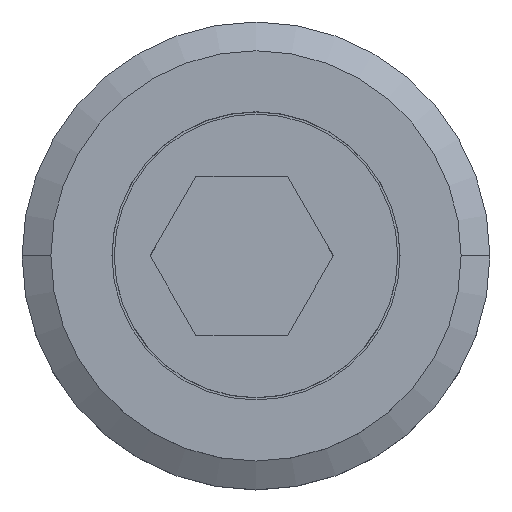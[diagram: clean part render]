
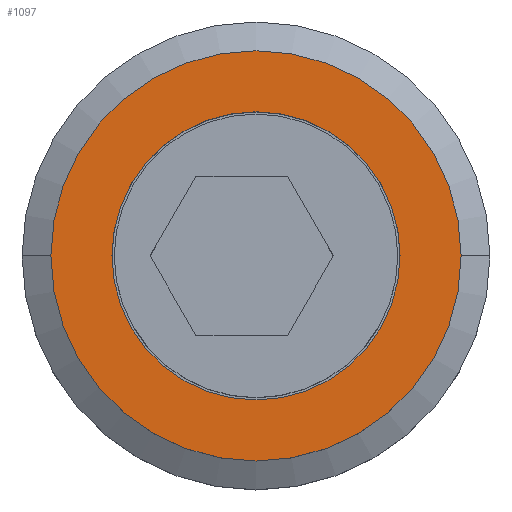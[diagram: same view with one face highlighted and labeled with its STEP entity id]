
A CAD part, top view. The second image highlights one B-rep face of the part: STEP entity #1097.
In plain terms, the highlighted planar face has unit normal (0, 0, 1).
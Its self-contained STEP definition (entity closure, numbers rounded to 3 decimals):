
#7 = EDGE_CURVE ( 'NONE', #100, #405, #277, .T. ) ;
#26 = AXIS2_PLACEMENT_3D ( 'NONE', #441, #263, #644 ) ;
#56 = DIRECTION ( 'NONE',  ( 0., 0., 1. ) ) ;
#83 = DIRECTION ( 'NONE',  ( 1., 0., 0. ) ) ;
#100 = VERTEX_POINT ( 'NONE', #788 ) ;
#102 = DIRECTION ( 'NONE',  ( 0., 0., -1. ) ) ;
#110 = CARTESIAN_POINT ( 'NONE',  ( -9.151, -9.151, 6.339 ) ) ;
#111 = CIRCLE ( 'NONE', #504, 6.35 ) ;
#181 = AXIS2_PLACEMENT_3D ( 'NONE', #110, #102, #1099 ) ;
#195 = CARTESIAN_POINT ( 'NONE',  ( 9.042, 0., 6.339 ) ) ;
#201 = VERTEX_POINT ( 'NONE', #842 ) ;
#207 = CARTESIAN_POINT ( 'NONE',  ( 0., 0., 6.339 ) ) ;
#263 = DIRECTION ( 'NONE',  ( 0., 0., -1. ) ) ;
#272 = EDGE_LOOP ( 'NONE', ( #489, #1228 ) ) ;
#277 = CIRCLE ( 'NONE', #992, 6.35 ) ;
#293 = CIRCLE ( 'NONE', #26, 9.042 ) ;
#330 = AXIS2_PLACEMENT_3D ( 'NONE', #207, #1207, #83 ) ;
#375 = CIRCLE ( 'NONE', #330, 9.042 ) ;
#405 = VERTEX_POINT ( 'NONE', #1263 ) ;
#431 = VERTEX_POINT ( 'NONE', #195 ) ;
#441 = CARTESIAN_POINT ( 'NONE',  ( 0., 0., 6.339 ) ) ;
#474 = DIRECTION ( 'NONE',  ( 0., 0., 1. ) ) ;
#489 = ORIENTED_EDGE ( 'NONE', *, *, #7, .F. ) ;
#504 = AXIS2_PLACEMENT_3D ( 'NONE', #1246, #56, #1028 ) ;
#644 = DIRECTION ( 'NONE',  ( 1., 0., 0. ) ) ;
#705 = EDGE_CURVE ( 'NONE', #405, #100, #111, .T. ) ;
#717 = EDGE_LOOP ( 'NONE', ( #1002, #728 ) ) ;
#728 = ORIENTED_EDGE ( 'NONE', *, *, #1230, .F. ) ;
#762 = EDGE_CURVE ( 'NONE', #431, #201, #293, .T. ) ;
#771 = DIRECTION ( 'NONE',  ( 1., 0., 0. ) ) ;
#788 = CARTESIAN_POINT ( 'NONE',  ( 6.35, 0., 6.339 ) ) ;
#842 = CARTESIAN_POINT ( 'NONE',  ( -9.042, 0., 6.339 ) ) ;
#975 = CARTESIAN_POINT ( 'NONE',  ( 0., 0., 6.339 ) ) ;
#992 = AXIS2_PLACEMENT_3D ( 'NONE', #975, #474, #771 ) ;
#999 = FACE_BOUND ( 'NONE', #272, .T. ) ;
#1002 = ORIENTED_EDGE ( 'NONE', *, *, #762, .F. ) ;
#1028 = DIRECTION ( 'NONE',  ( 1., 0., 0. ) ) ;
#1097 = ADVANCED_FACE ( 'NONE', ( #999, #1289 ), #1181, .F. ) ;
#1099 = DIRECTION ( 'NONE',  ( 0., 1., 0. ) ) ;
#1181 = PLANE ( 'NONE',  #181 ) ;
#1207 = DIRECTION ( 'NONE',  ( 0., 0., -1. ) ) ;
#1228 = ORIENTED_EDGE ( 'NONE', *, *, #705, .F. ) ;
#1230 = EDGE_CURVE ( 'NONE', #201, #431, #375, .T. ) ;
#1246 = CARTESIAN_POINT ( 'NONE',  ( 0., 0., 6.339 ) ) ;
#1263 = CARTESIAN_POINT ( 'NONE',  ( -6.35, 0., 6.339 ) ) ;
#1289 = FACE_OUTER_BOUND ( 'NONE', #717, .T. ) ;
